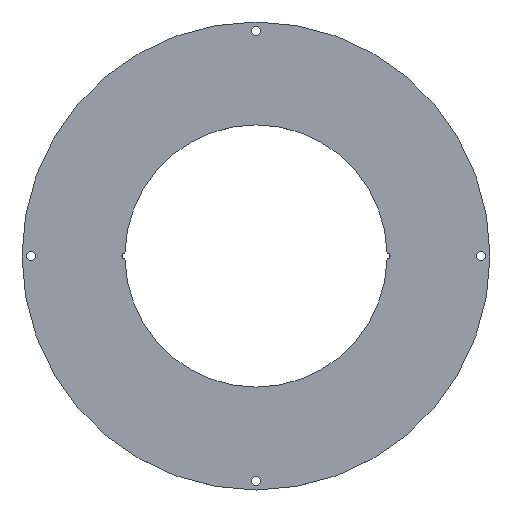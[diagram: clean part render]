
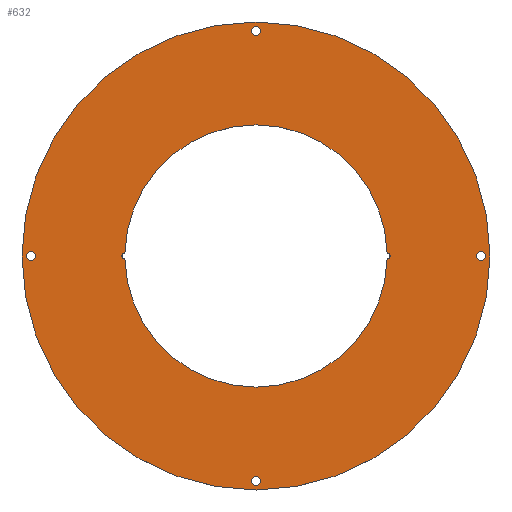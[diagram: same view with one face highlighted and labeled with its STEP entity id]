
A CAD part, top view. The second image highlights one B-rep face of the part: STEP entity #632.
In plain terms, the highlighted planar face has unit normal (0, 0, 1).
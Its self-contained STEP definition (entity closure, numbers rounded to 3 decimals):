
#216=CARTESIAN_POINT('',(32.5,0.,1.108));
#217=DIRECTION('',(0.,0.,-1.));
#218=DIRECTION('',(-0.012,1.,0.));
#219=AXIS2_PLACEMENT_3D('',#216,#217,#218);
#224=CARTESIAN_POINT('',(0.,0.,1.108));
#225=DIRECTION('',(0.,0.,-1.));
#226=DIRECTION('',(-1.,0.023,0.));
#227=AXIS2_PLACEMENT_3D('',#224,#225,#226);
#232=CARTESIAN_POINT('',(-32.5,0.,1.108));
#233=DIRECTION('',(0.,0.,-1.));
#234=DIRECTION('',(-1.,0.,0.));
#235=AXIS2_PLACEMENT_3D('',#232,#233,#234);
#240=CARTESIAN_POINT('',(-32.5,0.,1.108));
#241=DIRECTION('',(0.,0.,-1.));
#242=DIRECTION('',(0.012,-1.,0.));
#243=AXIS2_PLACEMENT_3D('',#240,#241,#242);
#248=CARTESIAN_POINT('',(0.,0.,1.108));
#249=DIRECTION('',(0.,0.,-1.));
#250=DIRECTION('',(1.,-0.023,0.));
#251=AXIS2_PLACEMENT_3D('',#248,#249,#250);
#256=CARTESIAN_POINT('',(-55.75,0.,1.108));
#257=DIRECTION('',(0.,0.,-1.));
#258=DIRECTION('',(0.,-1.,0.));
#259=AXIS2_PLACEMENT_3D('',#256,#257,#258);
#264=CARTESIAN_POINT('',(-55.75,0.,1.108));
#265=DIRECTION('',(0.,0.,-1.));
#266=DIRECTION('',(0.,1.,0.));
#267=AXIS2_PLACEMENT_3D('',#264,#265,#266);
#272=CARTESIAN_POINT('',(0.,-55.75,1.108));
#273=DIRECTION('',(0.,0.,-1.));
#274=DIRECTION('',(0.,-1.,0.));
#275=AXIS2_PLACEMENT_3D('',#272,#273,#274);
#280=CARTESIAN_POINT('',(0.,-55.75,1.108));
#281=DIRECTION('',(0.,0.,-1.));
#282=DIRECTION('',(0.,1.,0.));
#283=AXIS2_PLACEMENT_3D('',#280,#281,#282);
#288=CARTESIAN_POINT('',(55.75,0.,1.108));
#289=DIRECTION('',(0.,0.,-1.));
#290=DIRECTION('',(0.,-1.,0.));
#291=AXIS2_PLACEMENT_3D('',#288,#289,#290);
#296=CARTESIAN_POINT('',(55.75,0.,1.108));
#297=DIRECTION('',(0.,0.,-1.));
#298=DIRECTION('',(0.,1.,0.));
#299=AXIS2_PLACEMENT_3D('',#296,#297,#298);
#304=CARTESIAN_POINT('',(0.,55.75,1.108));
#305=DIRECTION('',(0.,0.,-1.));
#306=DIRECTION('',(0.,-1.,0.));
#307=AXIS2_PLACEMENT_3D('',#304,#305,#306);
#312=CARTESIAN_POINT('',(0.,55.75,1.108));
#313=DIRECTION('',(0.,0.,-1.));
#314=DIRECTION('',(0.,1.,0.));
#315=AXIS2_PLACEMENT_3D('',#312,#313,#314);
#320=CARTESIAN_POINT('',(0.,0.,1.108));
#321=DIRECTION('',(0.,0.,1.));
#322=DIRECTION('',(1.,0.,0.));
#323=AXIS2_PLACEMENT_3D('',#320,#321,#322);
#328=CARTESIAN_POINT('',(0.,0.,1.108));
#329=DIRECTION('',(0.,0.,1.));
#330=DIRECTION('',(-1.,0.,0.));
#331=AXIS2_PLACEMENT_3D('',#328,#329,#330);
#406=CARTESIAN_POINT('',(32.491,-0.75,1.108));
#408=VERTEX_POINT('',#406);
#412=CARTESIAN_POINT('',(-32.491,-0.75,1.108));
#413=VERTEX_POINT('',#412);
#415=CARTESIAN_POINT('',(32.491,0.75,1.108));
#417=VERTEX_POINT('',#415);
#418=CARTESIAN_POINT('',(-32.491,0.75,1.108));
#419=VERTEX_POINT('',#418);
#422=CARTESIAN_POINT('',(-33.25,0.,1.108));
#423=VERTEX_POINT('',#422);
#426=CARTESIAN_POINT('',(-58.,0.,1.108));
#428=VERTEX_POINT('',#426);
#430=CARTESIAN_POINT('',(58.,0.,1.108));
#432=VERTEX_POINT('',#430);
#434=CARTESIAN_POINT('',(0.,54.65,1.108));
#436=VERTEX_POINT('',#434);
#438=CARTESIAN_POINT('',(0.,56.85,1.108));
#440=VERTEX_POINT('',#438);
#444=CARTESIAN_POINT('',(55.75,-1.1,1.108));
#446=VERTEX_POINT('',#444);
#448=CARTESIAN_POINT('',(55.75,1.1,1.108));
#450=VERTEX_POINT('',#448);
#454=CARTESIAN_POINT('',(0.,-56.85,1.108));
#456=VERTEX_POINT('',#454);
#458=CARTESIAN_POINT('',(0.,-54.65,1.108));
#460=VERTEX_POINT('',#458);
#464=CARTESIAN_POINT('',(-55.75,-1.1,1.108));
#466=VERTEX_POINT('',#464);
#468=CARTESIAN_POINT('',(-55.75,1.1,1.108));
#470=VERTEX_POINT('',#468);
#589=CARTESIAN_POINT('',(0.,0.,1.108));
#590=DIRECTION('',(0.,0.,-1.));
#591=DIRECTION('',(-1.,0.,0.));
#592=AXIS2_PLACEMENT_3D('',#589,#590,#591);
#593=PLANE('',#592);
#595=ORIENTED_EDGE('',*,*,#594,.F.);
#597=ORIENTED_EDGE('',*,*,#596,.F.);
#598=EDGE_LOOP('',(#595,#597));
#599=FACE_OUTER_BOUND('',#598,.F.);
#600=ORIENTED_EDGE('',*,*,#569,.F.);
#601=ORIENTED_EDGE('',*,*,#583,.F.);
#602=EDGE_LOOP('',(#600,#601));
#603=FACE_BOUND('',#602,.F.);
#605=ORIENTED_EDGE('',*,*,#604,.F.);
#607=ORIENTED_EDGE('',*,*,#606,.F.);
#608=EDGE_LOOP('',(#605,#607));
#609=FACE_BOUND('',#608,.F.);
#611=ORIENTED_EDGE('',*,*,#610,.F.);
#613=ORIENTED_EDGE('',*,*,#612,.F.);
#614=EDGE_LOOP('',(#611,#613));
#615=FACE_BOUND('',#614,.F.);
#617=ORIENTED_EDGE('',*,*,#616,.F.);
#619=ORIENTED_EDGE('',*,*,#618,.F.);
#620=EDGE_LOOP('',(#617,#619));
#621=FACE_BOUND('',#620,.F.);
#622=ORIENTED_EDGE('',*,*,#502,.F.);
#624=ORIENTED_EDGE('',*,*,#623,.F.);
#626=ORIENTED_EDGE('',*,*,#625,.F.);
#628=ORIENTED_EDGE('',*,*,#627,.F.);
#629=ORIENTED_EDGE('',*,*,#481,.F.);
#630=EDGE_LOOP('',(#622,#624,#626,#628,#629));
#631=FACE_BOUND('',#630,.F.);
#632=ADVANCED_FACE('',(#599,#603,#609,#615,#621,#631),#593,.F.);
#220=CIRCLE('',#219,0.75);
#228=CIRCLE('',#227,32.5);
#236=CIRCLE('',#235,0.75);
#244=CIRCLE('',#243,0.75);
#252=CIRCLE('',#251,32.5);
#260=CIRCLE('',#259,1.1);
#268=CIRCLE('',#267,1.1);
#276=CIRCLE('',#275,1.1);
#284=CIRCLE('',#283,1.1);
#292=CIRCLE('',#291,1.1);
#300=CIRCLE('',#299,1.1);
#308=CIRCLE('',#307,1.1);
#316=CIRCLE('',#315,1.1);
#324=CIRCLE('',#323,58.);
#332=CIRCLE('',#331,58.);
#481=EDGE_CURVE('',#408,#413,#252,.T.);
#502=EDGE_CURVE('',#417,#408,#220,.T.);
#569=EDGE_CURVE('',#466,#470,#260,.T.);
#583=EDGE_CURVE('',#470,#466,#268,.T.);
#594=EDGE_CURVE('',#432,#428,#324,.T.);
#596=EDGE_CURVE('',#428,#432,#332,.T.);
#604=EDGE_CURVE('',#456,#460,#276,.T.);
#606=EDGE_CURVE('',#460,#456,#284,.T.);
#610=EDGE_CURVE('',#446,#450,#292,.T.);
#612=EDGE_CURVE('',#450,#446,#300,.T.);
#616=EDGE_CURVE('',#436,#440,#308,.T.);
#618=EDGE_CURVE('',#440,#436,#316,.T.);
#623=EDGE_CURVE('',#419,#417,#228,.T.);
#625=EDGE_CURVE('',#423,#419,#236,.T.);
#627=EDGE_CURVE('',#413,#423,#244,.T.);
